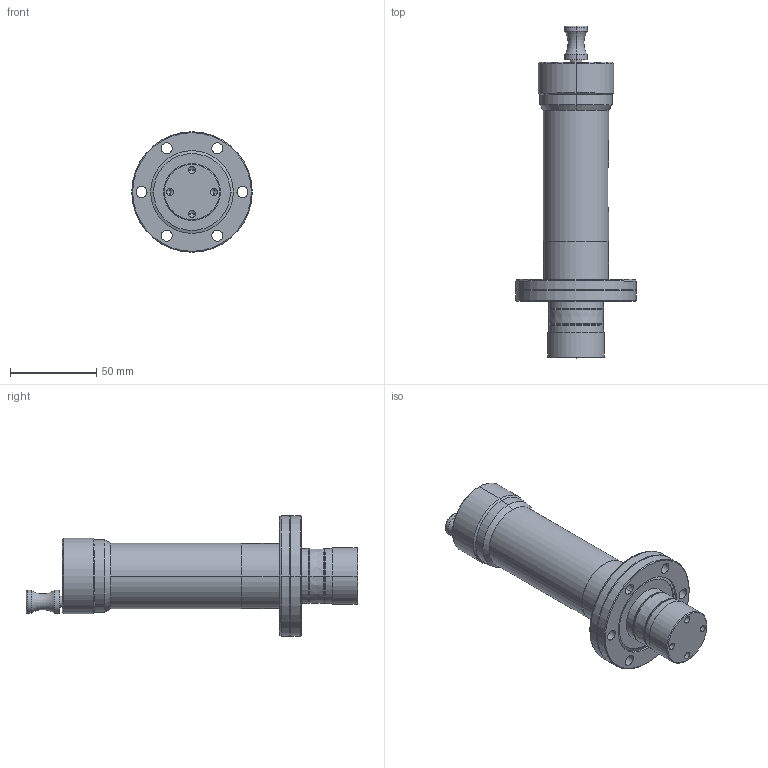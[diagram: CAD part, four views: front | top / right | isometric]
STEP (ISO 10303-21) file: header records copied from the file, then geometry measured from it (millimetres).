
FILE_DESCRIPTION((''),'2;1');
FILE_NAME('ZLDS225','2012-01-17T',('graeme.farley'),(''),'PRO/ENGINEER BY PARAMETRIC TECHNOLOGY CORPORATION, 2010140','PRO/ENGINEER BY PARAMETRIC TECHNOLOGY CORPORATION, 2010140','');
FILE_SCHEMA(('CONFIG_CONTROL_DESIGN'));
Length unit declared in the file: millimetre
Products named in the file (1): ZLDS225
Bounding box: 70 x 193 x 70 mm (x, y, z)
Volume: 225285.2 mm3; surface area: 36777.4 mm2
Topology: 1 solids, 1 shells, 157 faces, 360 edges, 209 vertices
Faces by surface type: cone 70, cylinder 62, plane 21, torus 4
Entity records: 4439 total; most frequent: DIRECTION 847, CARTESIAN_POINT 748, ORIENTED_EDGE 704, EDGE_CURVE 352, AXIS2_PLACEMENT_3D 342, VERTEX_POINT 209, CIRCLE 185, EDGE_LOOP 181
